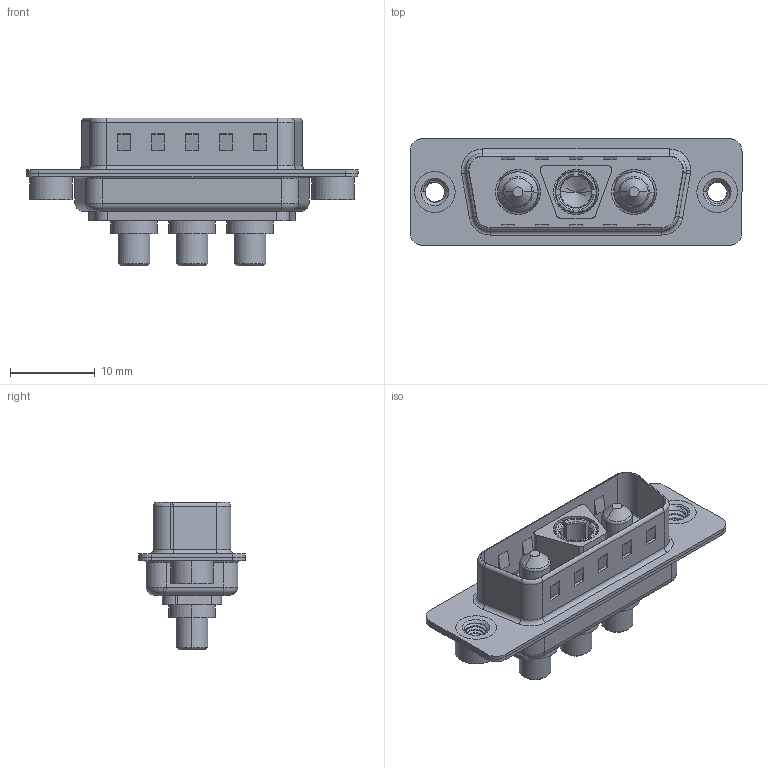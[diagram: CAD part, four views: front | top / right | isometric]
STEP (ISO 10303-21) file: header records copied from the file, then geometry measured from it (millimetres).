
FILE_DESCRIPTION (( 'STEP AP203' ), '1' );
FILE_NAME ('627-3WK3624-4NA.STEP', '2019-05-25T01:03:33', ( '' ), ( '' ), 'SwSTEP 2.0', 'SolidWorks 2016', '' );
FILE_SCHEMA (( 'CONFIG_CONTROL_DESIGN' ));
Length unit declared in the file: millimetre
Products named in the file (8): Power Pin_40A S; 627Combo Threaded Rivet_2; 627-3WK3624-4NA; 627Combo Housing_3WK3; 627Combo Shell Rear_15 Contacts; 627Combo Shell Front_15 Contacts; 627Combo Threaded Rivet_A; Power Socket_40A S
Assembly tree (8 placements, depth 2):
  627-3WK3624-4NA
    627Combo Housing_3WK3
    627Combo Shell Rear_15 Contacts
    627Combo Shell Front_15 Contacts
    627Combo Threaded Rivet_A
    Power Socket_40A S
    Power Pin_40A S  x2
    627Combo Threaded Rivet_2
Bounding box: 39.15 x 12.6 x 17.4 mm (x, y, z)
Volume: 2207.9 mm3; surface area: 5111.8 mm2
Topology: 11 solids, 11 shells, 504 faces, 1250 edges, 787 vertices
Faces by surface type: cylinder 200, plane 193, torus 58, cone 41, bspline 12
Entity records: 18242 total; most frequent: CARTESIAN_POINT 6015, DIRECTION 2451, ORIENTED_EDGE 2342, EDGE_CURVE 1171, AXIS2_PLACEMENT_3D 929, VERTEX_POINT 743, VECTOR 593, LINE 593
